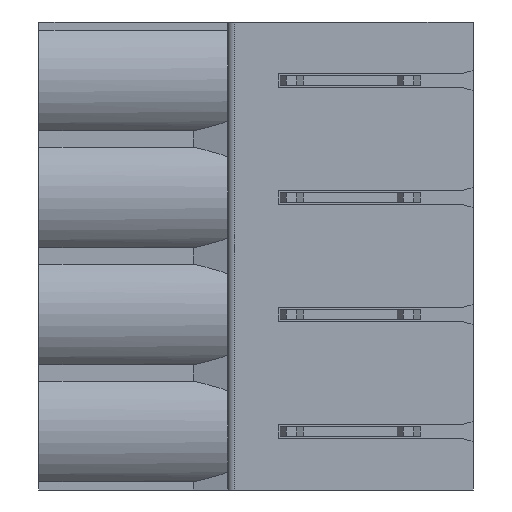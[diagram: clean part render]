
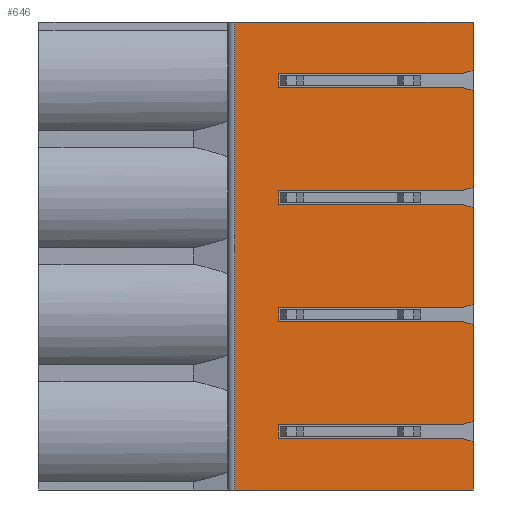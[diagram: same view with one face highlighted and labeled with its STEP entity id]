
A CAD part, front view. The second image highlights one B-rep face of the part: STEP entity #646.
In plain terms, the highlighted planar face has unit normal (0, -1, 0).
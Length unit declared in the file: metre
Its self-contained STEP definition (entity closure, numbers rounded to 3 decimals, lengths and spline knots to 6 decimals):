
#646=ADVANCED_FACE('',(#1315),#1316,.T.);
#1315=FACE_OUTER_BOUND('',#1984,.T.);
#1316=PLANE('',#1985);
#1984=EDGE_LOOP('',(#3935,#3936,#3937,#3938,#3939,#3940,#3941,#3942,#3943,#3944,#3945,#3946,#3947,#3948,#3949,#3950,#3951,#3952,#3953,#3954,#3955,#3956,#3957,#3958,#3959,#3960,#3961,#3962));
#1985=AXIS2_PLACEMENT_3D('',#3963,#3964,#3965);
#3935=ORIENTED_EDGE('',*,*,#4776,.T.);
#3936=ORIENTED_EDGE('',*,*,#4570,.T.);
#3937=ORIENTED_EDGE('',*,*,#4818,.F.);
#3938=ORIENTED_EDGE('',*,*,#4385,.T.);
#3939=ORIENTED_EDGE('',*,*,#4221,.F.);
#3940=ORIENTED_EDGE('',*,*,#4203,.F.);
#3941=ORIENTED_EDGE('',*,*,#4474,.T.);
#3942=ORIENTED_EDGE('',*,*,#4825,.T.);
#3943=ORIENTED_EDGE('',*,*,#4816,.F.);
#3944=ORIENTED_EDGE('',*,*,#4482,.T.);
#3945=ORIENTED_EDGE('',*,*,#4592,.F.);
#3946=ORIENTED_EDGE('',*,*,#4431,.F.);
#3947=ORIENTED_EDGE('',*,*,#4539,.T.);
#3948=ORIENTED_EDGE('',*,*,#4578,.T.);
#3949=ORIENTED_EDGE('',*,*,#4815,.F.);
#3950=ORIENTED_EDGE('',*,*,#4697,.T.);
#3951=ORIENTED_EDGE('',*,*,#4318,.F.);
#3952=ORIENTED_EDGE('',*,*,#4645,.F.);
#3953=ORIENTED_EDGE('',*,*,#4449,.T.);
#3954=ORIENTED_EDGE('',*,*,#4774,.T.);
#3955=ORIENTED_EDGE('',*,*,#4814,.F.);
#3956=ORIENTED_EDGE('',*,*,#4326,.T.);
#3957=ORIENTED_EDGE('',*,*,#4566,.F.);
#3958=ORIENTED_EDGE('',*,*,#4826,.F.);
#3959=ORIENTED_EDGE('',*,*,#4377,.T.);
#3960=ORIENTED_EDGE('',*,*,#4185,.T.);
#3961=ORIENTED_EDGE('',*,*,#4820,.F.);
#3962=ORIENTED_EDGE('',*,*,#4111,.T.);
#3963=CARTESIAN_POINT('',(-0.01065,0.,-0.02274));
#3964=DIRECTION('',(0.0,-1.0,0.));
#3965=DIRECTION('',(0.0,0.,-1.0));
#4111=EDGE_CURVE('',#4951,#4969,#4971,.T.);
#4185=EDGE_CURVE('',#5096,#5094,#5097,.T.);
#4203=EDGE_CURVE('',#5124,#5126,#5127,.T.);
#4221=EDGE_CURVE('',#5126,#5152,#5156,.T.);
#4318=EDGE_CURVE('',#5318,#5313,#5320,.T.);
#4326=EDGE_CURVE('',#5334,#5332,#5335,.T.);
#4377=EDGE_CURVE('',#5412,#5096,#5415,.T.);
#4385=EDGE_CURVE('',#5428,#5152,#5429,.T.);
#4431=EDGE_CURVE('',#5497,#5499,#5500,.T.);
#4449=EDGE_CURVE('',#5523,#5527,#5529,.T.);
#4474=EDGE_CURVE('',#5124,#5564,#5566,.T.);
#4482=EDGE_CURVE('',#5579,#5577,#5580,.T.);
#4539=EDGE_CURVE('',#5497,#5663,#5665,.T.);
#4566=EDGE_CURVE('',#5699,#5332,#5701,.T.);
#4570=EDGE_CURVE('',#5707,#5705,#5708,.T.);
#4578=EDGE_CURVE('',#5663,#5716,#5718,.T.);
#4592=EDGE_CURVE('',#5499,#5577,#5734,.T.);
#4645=EDGE_CURVE('',#5523,#5318,#5807,.T.);
#4697=EDGE_CURVE('',#5870,#5313,#5871,.T.);
#4774=EDGE_CURVE('',#5527,#5959,#5961,.T.);
#4776=EDGE_CURVE('',#4969,#5707,#5963,.T.);
#4814=EDGE_CURVE('',#5334,#5959,#6003,.T.);
#4815=EDGE_CURVE('',#5870,#5716,#6004,.T.);
#4816=EDGE_CURVE('',#5579,#6005,#6006,.T.);
#4818=EDGE_CURVE('',#5428,#5705,#6008,.T.);
#4820=EDGE_CURVE('',#4951,#5094,#6010,.T.);
#4825=EDGE_CURVE('',#5564,#6005,#6015,.T.);
#4826=EDGE_CURVE('',#5412,#5699,#6016,.T.);
#4951=VERTEX_POINT('',#6181);
#4969=VERTEX_POINT('',#6207);
#4971=LINE('',#6209,#6210);
#5094=VERTEX_POINT('',#6383);
#5096=VERTEX_POINT('',#6386);
#5097=LINE('',#6387,#6388);
#5124=VERTEX_POINT('',#6423);
#5126=VERTEX_POINT('',#6426);
#5127=LINE('',#6427,#6428);
#5152=VERTEX_POINT('',#6464);
#5156=LINE('',#6470,#6471);
#5313=VERTEX_POINT('',#6697);
#5318=VERTEX_POINT('',#6704);
#5320=LINE('',#6707,#6708);
#5332=VERTEX_POINT('',#6724);
#5334=VERTEX_POINT('',#6727);
#5335=LINE('',#6728,#6729);
#5412=VERTEX_POINT('',#6837);
#5415=LINE('',#6842,#6843);
#5428=VERTEX_POINT('',#6861);
#5429=LINE('',#6862,#6863);
#5497=VERTEX_POINT('',#6960);
#5499=VERTEX_POINT('',#6963);
#5500=LINE('',#6964,#6965);
#5523=VERTEX_POINT('',#6996);
#5527=VERTEX_POINT('',#7002);
#5529=LINE('',#7005,#7006);
#5564=VERTEX_POINT('',#7055);
#5566=LINE('',#7058,#7059);
#5577=VERTEX_POINT('',#7074);
#5579=VERTEX_POINT('',#7077);
#5580=LINE('',#7078,#7079);
#5663=VERTEX_POINT('',#7201);
#5665=LINE('',#7204,#7205);
#5699=VERTEX_POINT('',#7257);
#5701=LINE('',#7260,#7261);
#5705=VERTEX_POINT('',#7266);
#5707=VERTEX_POINT('',#7269);
#5708=LINE('',#7270,#7271);
#5716=VERTEX_POINT('',#7283);
#5718=LINE('',#7286,#7287);
#5734=LINE('',#7312,#7313);
#5807=LINE('',#7421,#7422);
#5870=VERTEX_POINT('',#7515);
#5871=LINE('',#7516,#7517);
#5959=VERTEX_POINT('',#7648);
#5961=LINE('',#7651,#7652);
#5963=LINE('',#7654,#7655);
#6003=LINE('',#7708,#7709);
#6004=LINE('',#7710,#7711);
#6005=VERTEX_POINT('',#7712);
#6006=LINE('',#7713,#7714);
#6008=LINE('',#7717,#7718);
#6010=LINE('',#7721,#7722);
#6015=LINE('',#7728,#7729);
#6016=LINE('',#7730,#7731);
#6181=CARTESIAN_POINT('',(0.,0.,-0.01516));
#6207=CARTESIAN_POINT('',(-0.01035,0.,-0.01516));
#6209=CARTESIAN_POINT('',(-0.01065,0.,-0.01516));
#6210=VECTOR('',#7831,1.0);
#6383=CARTESIAN_POINT('',(0.,0.,-0.017266));
#6386=CARTESIAN_POINT('',(-0.0005,0.,-0.0174));
#6387=CARTESIAN_POINT('',(-0.011305,0.,-0.020295));
#6388=VECTOR('',#7903,1.0);
#6423=CARTESIAN_POINT('',(-0.00845,0.,-0.03264));
#6426=CARTESIAN_POINT('',(-0.00845,0.,-0.03324));
#6427=CARTESIAN_POINT('',(-0.00845,0.,-0.021665));
#6428=VECTOR('',#7925,1.0);
#6464=CARTESIAN_POINT('',(-0.0005,0.,-0.03324));
#6470=CARTESIAN_POINT('',(-0.008,0.,-0.03324));
#6471=VECTOR('',#7939,1.0);
#6697=CARTESIAN_POINT('',(-0.0005,0.,-0.02308));
#6704=CARTESIAN_POINT('',(-0.00845,0.,-0.02308));
#6707=CARTESIAN_POINT('',(-0.008,0.,-0.02308));
#6708=VECTOR('',#8027,1.0);
#6724=CARTESIAN_POINT('',(-0.0005,0.,-0.018));
#6727=CARTESIAN_POINT('',(0.,0.,-0.018134));
#6728=CARTESIAN_POINT('',(-0.008785,0.,-0.01578));
#6729=VECTOR('',#8033,1.0);
#6837=CARTESIAN_POINT('',(-0.00845,0.,-0.0174));
#6842=CARTESIAN_POINT('',(-0.008,0.,-0.0174));
#6843=VECTOR('',#8088,1.0);
#6861=CARTESIAN_POINT('',(0.,0.,-0.033374));
#6862=CARTESIAN_POINT('',(-0.011325,0.,-0.030339));
#6863=VECTOR('',#8094,1.0);
#6960=CARTESIAN_POINT('',(-0.00845,0.,-0.02756));
#6963=CARTESIAN_POINT('',(-0.00845,0.,-0.02816));
#6964=CARTESIAN_POINT('',(-0.00845,0.,-0.021665));
#6965=VECTOR('',#8134,1.0);
#6996=CARTESIAN_POINT('',(-0.00845,0.,-0.02248));
#7002=CARTESIAN_POINT('',(-0.0005,0.,-0.02248));
#7005=CARTESIAN_POINT('',(-0.008,0.,-0.02248));
#7006=VECTOR('',#8152,1.0);
#7055=CARTESIAN_POINT('',(-0.0005,0.,-0.03264));
#7058=CARTESIAN_POINT('',(-0.008,0.,-0.03264));
#7059=VECTOR('',#8174,1.0);
#7074=CARTESIAN_POINT('',(-0.0005,0.,-0.02816));
#7077=CARTESIAN_POINT('',(0.,0.,-0.028294));
#7078=CARTESIAN_POINT('',(-0.010055,0.,-0.0256));
#7079=VECTOR('',#8180,1.0);
#7201=CARTESIAN_POINT('',(-0.0005,0.,-0.02756));
#7204=CARTESIAN_POINT('',(-0.008,0.,-0.02756));
#7205=VECTOR('',#8227,1.0);
#7257=CARTESIAN_POINT('',(-0.00845,0.,-0.018));
#7260=CARTESIAN_POINT('',(-0.008,0.,-0.018));
#7261=VECTOR('',#8246,1.0);
#7266=CARTESIAN_POINT('',(0.,0.,-0.03548));
#7269=CARTESIAN_POINT('',(-0.01035,0.,-0.03548));
#7270=CARTESIAN_POINT('',(-0.01065,0.,-0.03548));
#7271=VECTOR('',#8249,1.0);
#7283=CARTESIAN_POINT('',(0.,0.,-0.027426));
#7286=CARTESIAN_POINT('',(-0.010035,0.,-0.030115));
#7287=VECTOR('',#8258,1.0);
#7312=CARTESIAN_POINT('',(-0.008,0.,-0.02816));
#7313=VECTOR('',#8268,1.0);
#7421=CARTESIAN_POINT('',(-0.00845,0.,-0.021665));
#7422=VECTOR('',#8316,1.0);
#7515=CARTESIAN_POINT('',(0.,0.,-0.023214));
#7516=CARTESIAN_POINT('',(-0.008785,0.,-0.02086));
#7517=VECTOR('',#8353,1.0);
#7648=CARTESIAN_POINT('',(0.,0.,-0.022346));
#7651=CARTESIAN_POINT('',(-0.010035,0.,-0.025035));
#7652=VECTOR('',#8410,1.0);
#7654=CARTESIAN_POINT('',(-0.01035,0.,-0.02274));
#7655=VECTOR('',#8411,1.0);
#7708=CARTESIAN_POINT('',(0.,0.,-0.0227));
#7709=VECTOR('',#8431,1.0);
#7710=CARTESIAN_POINT('',(0.,0.,-0.02778));
#7711=VECTOR('',#8432,1.0);
#7712=CARTESIAN_POINT('',(0.,0.,-0.032506));
#7713=CARTESIAN_POINT('',(0.,0.,-0.03286));
#7714=VECTOR('',#8433,1.0);
#7717=CARTESIAN_POINT('',(0.,0.,-0.03798));
#7718=VECTOR('',#8435,1.0);
#7721=CARTESIAN_POINT('',(0.,0.,-0.0227));
#7722=VECTOR('',#8437,1.0);
#7728=CARTESIAN_POINT('',(-0.008765,0.,-0.034855));
#7729=VECTOR('',#8439,1.0);
#7730=CARTESIAN_POINT('',(-0.00845,0.,-0.016585));
#7731=VECTOR('',#8440,1.0);
#7831=DIRECTION('',(-1.0,0.,0.));
#7903=DIRECTION('',(0.966,0.,0.259));
#7925=DIRECTION('',(0.,0.,-1.0));
#7939=DIRECTION('',(1.0,0.,0.));
#8027=DIRECTION('',(1.0,0.,0.));
#8033=DIRECTION('',(-0.966,0.,0.259));
#8088=DIRECTION('',(1.0,0.,0.));
#8094=DIRECTION('',(-0.966,0.,0.259));
#8134=DIRECTION('',(0.,0.,-1.0));
#8152=DIRECTION('',(1.0,0.,0.));
#8174=DIRECTION('',(1.0,0.,0.));
#8180=DIRECTION('',(-0.966,0.,0.259));
#8227=DIRECTION('',(1.0,0.,0.));
#8246=DIRECTION('',(1.0,0.,0.));
#8249=DIRECTION('',(1.0,0.0,0.0));
#8258=DIRECTION('',(0.966,0.,0.259));
#8268=DIRECTION('',(1.0,0.,0.));
#8316=DIRECTION('',(0.,0.,-1.0));
#8353=DIRECTION('',(-0.966,0.,0.259));
#8410=DIRECTION('',(0.966,0.,0.259));
#8411=DIRECTION('',(0.0,0.,-1.0));
#8431=DIRECTION('',(0.0,0.,-1.0));
#8432=DIRECTION('',(0.0,0.,-1.0));
#8433=DIRECTION('',(0.0,0.,-1.0));
#8435=DIRECTION('',(0.0,0.,-1.0));
#8437=DIRECTION('',(0.,0.,-1.0));
#8439=DIRECTION('',(0.966,0.,0.259));
#8440=DIRECTION('',(0.,0.,-1.0));
